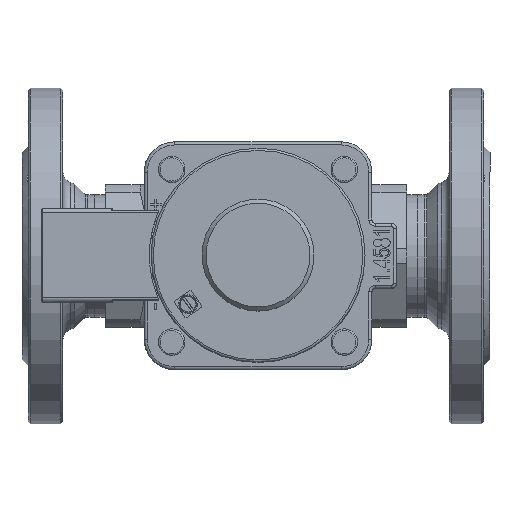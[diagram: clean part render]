
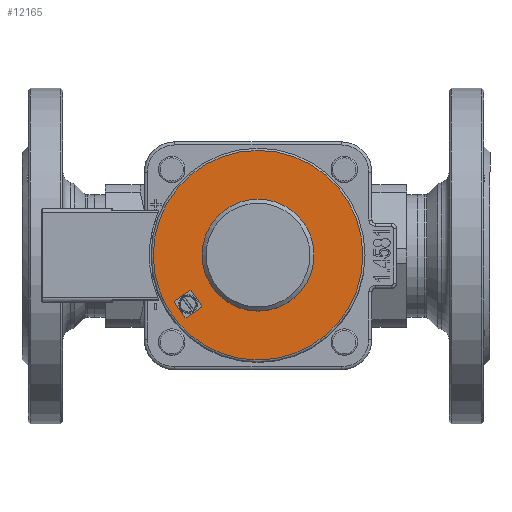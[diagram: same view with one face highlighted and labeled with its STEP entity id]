
A CAD part, top view. The second image highlights one B-rep face of the part: STEP entity #12165.
In plain terms, the highlighted planar face has unit normal (0, 0, 1).
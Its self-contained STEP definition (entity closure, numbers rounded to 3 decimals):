
#205=FACE_BOUND('',#3704,.T.);
#206=FACE_BOUND('',#3705,.T.);
#1211=LINE('',#19316,#1969);
#1222=LINE('',#19337,#1980);
#1223=LINE('',#19340,#1981);
#1225=LINE('',#19344,#1983);
#1227=LINE('',#19348,#1985);
#1229=LINE('',#19352,#1987);
#1231=LINE('',#19356,#1989);
#1233=LINE('',#19359,#1991);
#1969=VECTOR('',#14702,9.);
#1980=VECTOR('',#14717,0.707);
#1981=VECTOR('',#14720,0.707);
#1983=VECTOR('',#14724,9.);
#1985=VECTOR('',#14728,0.707);
#1987=VECTOR('',#14732,9.);
#1989=VECTOR('',#14736,0.707);
#1991=VECTOR('',#14740,9.);
#2929=FACE_OUTER_BOUND('',#3703,.T.);
#3703=EDGE_LOOP('',(#8896));
#3704=EDGE_LOOP('',(#8897,#8898,#8899,#8900,#8901,#8902,#8903,#8904));
#3705=EDGE_LOOP('',(#8905));
#4516=CIRCLE('',#13067,51.5);
#4517=CIRCLE('',#13068,27.5);
#5165=VERTEX_POINT('',#19312);
#5167=VERTEX_POINT('',#19315);
#5175=VERTEX_POINT('',#19335);
#5176=VERTEX_POINT('',#19339);
#5177=VERTEX_POINT('',#19343);
#5178=VERTEX_POINT('',#19347);
#5179=VERTEX_POINT('',#19351);
#5180=VERTEX_POINT('',#19355);
#5181=VERTEX_POINT('',#19361);
#5182=VERTEX_POINT('',#19363);
#6543=EDGE_CURVE('',#5167,#5165,#1211,.T.);
#6554=EDGE_CURVE('',#5165,#5175,#1222,.T.);
#6555=EDGE_CURVE('',#5176,#5167,#1223,.T.);
#6557=EDGE_CURVE('',#5177,#5176,#1225,.T.);
#6559=EDGE_CURVE('',#5178,#5177,#1227,.T.);
#6561=EDGE_CURVE('',#5179,#5178,#1229,.T.);
#6563=EDGE_CURVE('',#5180,#5179,#1231,.T.);
#6565=EDGE_CURVE('',#5175,#5180,#1233,.T.);
#6566=EDGE_CURVE('',#5181,#5181,#4516,.T.);
#6567=EDGE_CURVE('',#5182,#5182,#4517,.T.);
#8896=ORIENTED_EDGE('',*,*,#6566,.F.);
#8897=ORIENTED_EDGE('',*,*,#6543,.T.);
#8898=ORIENTED_EDGE('',*,*,#6554,.T.);
#8899=ORIENTED_EDGE('',*,*,#6565,.T.);
#8900=ORIENTED_EDGE('',*,*,#6563,.T.);
#8901=ORIENTED_EDGE('',*,*,#6561,.T.);
#8902=ORIENTED_EDGE('',*,*,#6559,.T.);
#8903=ORIENTED_EDGE('',*,*,#6557,.T.);
#8904=ORIENTED_EDGE('',*,*,#6555,.T.);
#8905=ORIENTED_EDGE('',*,*,#6567,.F.);
#11744=PLANE('',#13066);
#12165=ADVANCED_FACE('',(#2929,#205,#206),#11744,.T.);
#13066=AXIS2_PLACEMENT_3D('',#19360,#14741,#14742);
#13067=AXIS2_PLACEMENT_3D('',#19362,#14743,#14744);
#13068=AXIS2_PLACEMENT_3D('',#19364,#14745,#14746);
#14702=DIRECTION('',(-0.574,0.819,0.));
#14717=DIRECTION('',(0.174,0.985,0.));
#14720=DIRECTION('',(-0.985,0.174,0.));
#14724=DIRECTION('',(-0.819,-0.574,0.));
#14728=DIRECTION('',(-0.174,-0.985,0.));
#14732=DIRECTION('',(0.574,-0.819,0.));
#14736=DIRECTION('',(0.985,-0.174,0.));
#14740=DIRECTION('',(0.819,0.574,0.));
#14741=DIRECTION('center_axis',(0.,0.,
1.));
#14742=DIRECTION('ref_axis',(0.,-1.,0.));
#14743=DIRECTION('center_axis',(0.,0.,
-1.));
#14744=DIRECTION('ref_axis',(1.,0.,0.));
#14745=DIRECTION('center_axis',(0.,0.,
1.));
#14746=DIRECTION('ref_axis',(1.,0.,0.));
#19312=CARTESIAN_POINT('',(-41.083,-23.272,227.46));
#19315=CARTESIAN_POINT('',(-35.921,-30.644,227.46));
#19316=CARTESIAN_POINT('',(-28.656,-41.019,227.46));
#19335=CARTESIAN_POINT('',(-40.96,-22.576,227.46));
#19337=CARTESIAN_POINT('',(-37.672,-3.928,227.46));
#19339=CARTESIAN_POINT('',(-35.224,-30.767,227.46));
#19340=CARTESIAN_POINT('',(3.848,-37.657,227.46));
#19343=CARTESIAN_POINT('',(-27.852,-25.605,227.46));
#19344=CARTESIAN_POINT('',(4.868,-2.694,227.46));
#19347=CARTESIAN_POINT('',(-27.729,-24.909,227.46));
#19348=CARTESIAN_POINT('',(-24.441,-6.261,227.46));
#19351=CARTESIAN_POINT('',(-32.891,-17.536,227.46));
#19352=CARTESIAN_POINT('',(-23.333,-31.187,227.46));
#19355=CARTESIAN_POINT('',(-33.588,-17.413,227.46));
#19356=CARTESIAN_POINT('',(6.181,-24.426,227.46));
#19359=CARTESIAN_POINT('',(-4.963,2.63,227.46));
#19360=CARTESIAN_POINT('Origin',(51.134,0.,227.46));
#19361=CARTESIAN_POINT('',(51.5,0.,227.46));
#19362=CARTESIAN_POINT('Origin',(0.,0.,
227.46));
#19363=CARTESIAN_POINT('',(-27.5,0.,227.46));
#19364=CARTESIAN_POINT('Origin',(0.,0.,
227.46));
